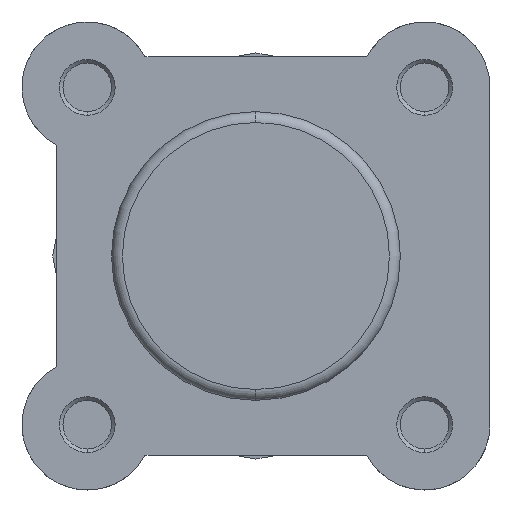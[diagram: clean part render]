
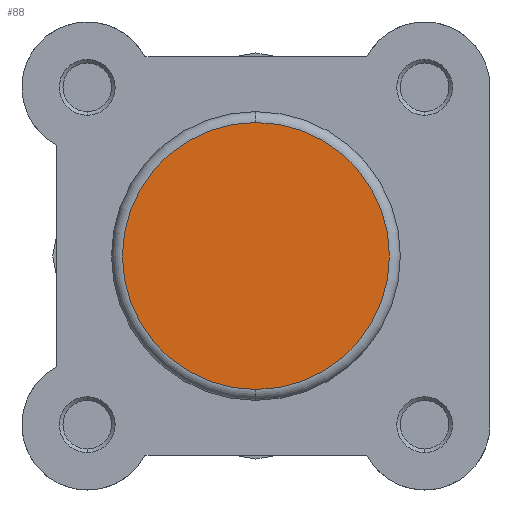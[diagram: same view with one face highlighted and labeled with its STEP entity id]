
A CAD part, left-side view. The second image highlights one B-rep face of the part: STEP entity #88.
In plain terms, the highlighted planar face has unit normal (-1, 0, 0).
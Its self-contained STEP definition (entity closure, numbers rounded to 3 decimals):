
#88 = ADVANCED_FACE ( 'NONE', ( #2779 ), #269, .F. ) ;
#254 = CARTESIAN_POINT ( 'NONE',  ( 0., 0., 0. ) ) ;
#269 = PLANE ( 'NONE',  #5393 ) ;
#281 = DIRECTION ( 'NONE',  ( 1., 0., 0. ) ) ;
#282 = DIRECTION ( 'NONE',  ( 0., 0., -1. ) ) ;
#792 = CARTESIAN_POINT ( 'NONE',  ( 0., 0., 18.4 ) ) ;
#851 = CARTESIAN_POINT ( 'NONE',  ( 0., 0., -18.4 ) ) ;
#1077 = CARTESIAN_POINT ( 'NONE',  ( 0., 0., 0. ) ) ;
#1078 = DIRECTION ( 'NONE',  ( -1., 0., 0. ) ) ;
#1079 = DIRECTION ( 'NONE',  ( 0., 0., -1. ) ) ;
#1252 = CARTESIAN_POINT ( 'NONE',  ( 0., 0., 0. ) ) ;
#1259 = DIRECTION ( 'NONE',  ( -1., 0., 0. ) ) ;
#1260 = DIRECTION ( 'NONE',  ( 0., 0., -1. ) ) ;
#1695 = CIRCLE ( 'NONE', #5545, 18.4 ) ;
#1798 = CIRCLE ( 'NONE', #5584, 18.4 ) ;
#2446 = VERTEX_POINT ( 'NONE', #792 ) ;
#2527 = VERTEX_POINT ( 'NONE', #851 ) ;
#2779 = FACE_OUTER_BOUND ( 'NONE', #5721, .T. ) ;
#4294 = ORIENTED_EDGE ( 'NONE', *, *, #4904, .T. ) ;
#4295 = ORIENTED_EDGE ( 'NONE', *, *, #4975, .T. ) ;
#4904 = EDGE_CURVE ( 'NONE', #2446, #2527, #1695, .T. ) ;
#4975 = EDGE_CURVE ( 'NONE', #2527, #2446, #1798, .T. ) ;
#5393 = AXIS2_PLACEMENT_3D ( 'NONE', #254, #281, #282 ) ;
#5545 = AXIS2_PLACEMENT_3D ( 'NONE', #1077, #1078, #1079 ) ;
#5584 = AXIS2_PLACEMENT_3D ( 'NONE', #1252, #1259, #1260 ) ;
#5721 = EDGE_LOOP ( 'NONE', ( #4295, #4294 ) ) ;
